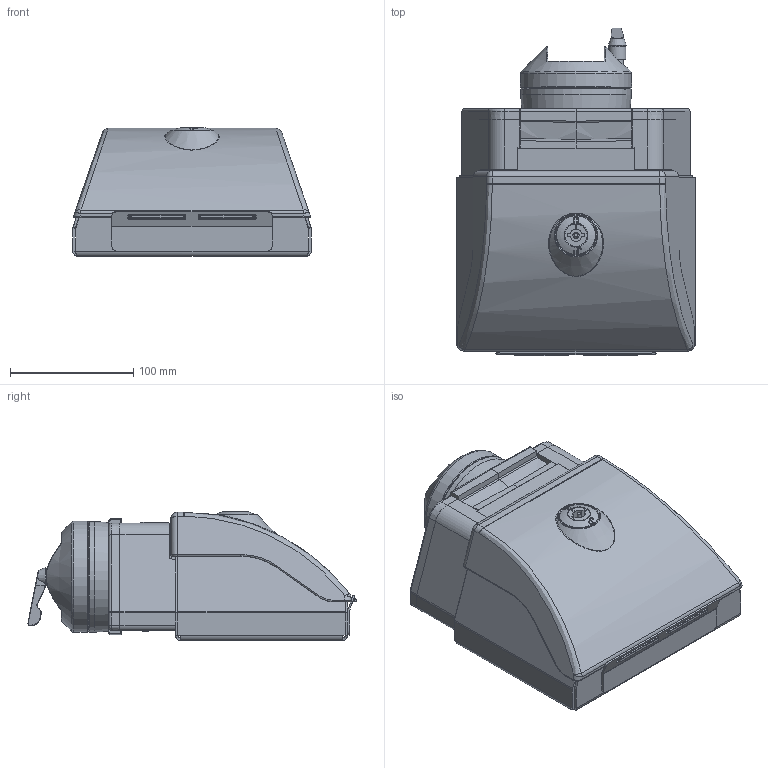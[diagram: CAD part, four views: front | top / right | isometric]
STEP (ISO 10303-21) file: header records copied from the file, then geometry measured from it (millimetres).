
FILE_DESCRIPTION (( 'STEP AP214' ), '1' );
FILE_NAME ('502020200.STEP', '2023-05-08T12:23:06', ( '' ), ( '' ), 'SwSTEP 2.0', 'SolidWorks 2020', '' );
FILE_SCHEMA (( 'AUTOMOTIVE_DESIGN' ));
Length unit declared in the file: millimetre
Products named in the file (33): 93238; 12116; 82481; 98319_248-9803_01-01201_0_H; 98319; 41894; 82983; 98319_1-077_01_0012267; 82005_680; 84407; 12119; 12961; 12118; 49447300; 98319_1-078_FD; 40000012405; 12117; 84409; 56600; 93060; 502020200; 12120; 98147; 98319_1-078_N; 42468_50M-00000424680-06; 57023; 98319_100-0545_15-00012(10); 84408; 42467; 98319_1-078_P1; 82984; 94459; 41880
Assembly tree (48 placements, depth 4):
  502020200
    49447300
      84409
      41880  x2
      84408
      56600
        12961
      94459
      82984
      98147  x2
      82983
      84407
      93060
    42468_50M-00000424680-06
    41894
    98319
      98319_248-9803_01-01201_0_H
      98319_1-078_FD
      98319_1-078_P1
      98319_1-077_01_0012267
      98319_1-078_N
      98319_100-0545_15-00012(10)
    82005_680
    40000012405  x8
    57023
      12116
      12117
      42467
      82481
      12118
      12119
      12120
      93238  x4
      40000012405  x4
Bounding box: 193.1 x 265.81 x 104.3 mm (x, y, z)
Volume: 945526.5 mm3; surface area: 434976.7 mm2
Topology: 44 solids, 45 shells, 2779 faces, 6563 edges, 4014 vertices
Faces by surface type: plane 1176, cylinder 735, bspline 476, cone 173, torus 140, sphere 79
Full cylindrical faces by diameter (mm): 1.7 x2, 3 x1, 3.3 x2, 4 x2, 4.2 x7, 4.917 x1, 5 x22, 5.2 x1, 5.5 x4, 6 x14, 6.6 x4, 7 x6, 8 x8, 8.5 x5, 9 x1, 9.1 x1, 10 x19, 10.4 x1, 11 x4, 12.2 x1, 12.3 x1, 13.5 x1, 14 x3, 14.05 x1, 14.9 x1, 16.5 x1, 18 x1, 18.1 x1, 19.294 x1, 19.5 x1
Entity records: 95214 total; most frequent: CARTESIAN_POINT 39621, ORIENTED_EDGE 11460, DIRECTION 10146, EDGE_CURVE 5730, AXIS2_PLACEMENT_3D 3682, VERTEX_POINT 3631, EDGE_LOOP 2907, LINE 2782
